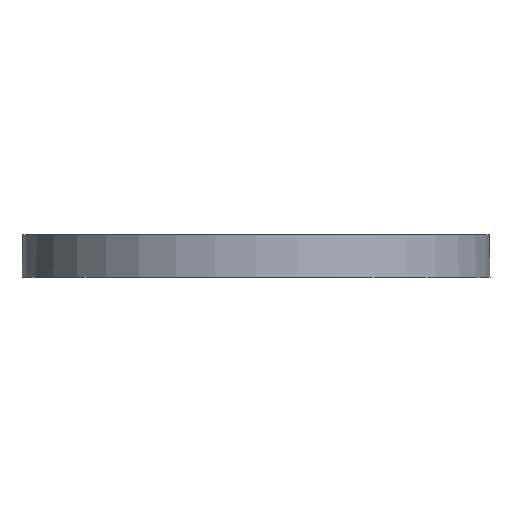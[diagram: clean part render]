
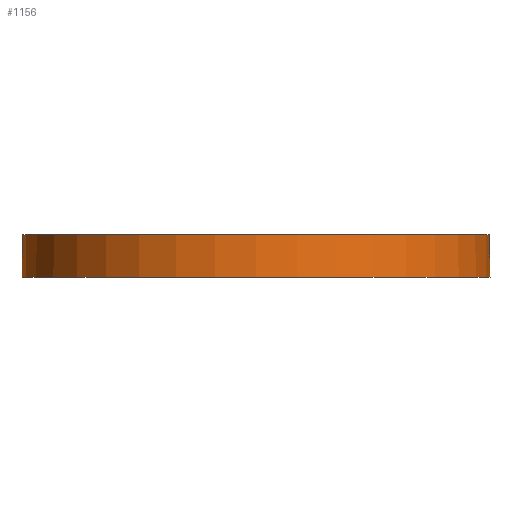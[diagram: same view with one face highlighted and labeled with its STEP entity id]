
A CAD part, front view. The second image highlights one B-rep face of the part: STEP entity #1156.
In plain terms, the highlighted conical face has half-angle 1 degrees and reference radius 34.925 mm.
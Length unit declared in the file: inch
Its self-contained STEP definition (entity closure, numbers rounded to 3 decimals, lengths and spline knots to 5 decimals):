
#488 = DIRECTION ( 'NONE',  ( 0., 0., 1. ) ) ;
#828 = DIRECTION ( 'NONE',  ( 1., 0., 0. ) ) ;
#920 = EDGE_LOOP ( 'NONE', ( #8959, #8924, #6854, #4008 ) ) ;
#1028 = VERTEX_POINT ( 'NONE', #13328 ) ;
#1156 = ADVANCED_FACE ( 'NONE', ( #5688 ), #14228, .T. ) ;
#1358 = AXIS2_PLACEMENT_3D ( 'NONE', #6554, #12201, #828 ) ;
#1847 = LINE ( 'NONE', #7505, #3264 ) ;
#2373 = VERTEX_POINT ( 'NONE', #8358 ) ;
#2952 = VERTEX_POINT ( 'NONE', #7233 ) ;
#3228 = EDGE_CURVE ( 'NONE', #2373, #1028, #11443, .T. ) ;
#3264 = VECTOR ( 'NONE', #3982, 39.37008 ) ;
#3493 = EDGE_CURVE ( 'NONE', #2952, #12338, #1847, .T. ) ;
#3531 = CARTESIAN_POINT ( 'NONE',  ( -1.375, 0., -0.125 ) ) ;
#3644 = DIRECTION ( 'NONE',  ( 1., 0., 0. ) ) ;
#3957 = CIRCLE ( 'NONE', #1358, 1.37064 ) ;
#3962 = DIRECTION ( 'NONE',  ( 1., 0., 0. ) ) ;
#3982 = DIRECTION ( 'NONE',  ( 0.017, 0., -1. ) ) ;
#4008 = ORIENTED_EDGE ( 'NONE', *, *, #3493, .F. ) ;
#5688 = FACE_OUTER_BOUND ( 'NONE', #920, .T. ) ;
#6554 = CARTESIAN_POINT ( 'NONE',  ( 0., 0., 0.125 ) ) ;
#6854 = ORIENTED_EDGE ( 'NONE', *, *, #12453, .T. ) ;
#6944 = CARTESIAN_POINT ( 'NONE',  ( 0., 0., -0.125 ) ) ;
#7233 = CARTESIAN_POINT ( 'NONE',  ( 1.37064, 0., 0.125 ) ) ;
#7505 = CARTESIAN_POINT ( 'NONE',  ( 1.375, 0., -0.125 ) ) ;
#8003 = DIRECTION ( 'NONE',  ( -0.017, 0., -1. ) ) ;
#8358 = CARTESIAN_POINT ( 'NONE',  ( -1.37064, 0., 0.125 ) ) ;
#8924 = ORIENTED_EDGE ( 'NONE', *, *, #3228, .T. ) ;
#8959 = ORIENTED_EDGE ( 'NONE', *, *, #10927, .F. ) ;
#9085 = CIRCLE ( 'NONE', #11186, 1.375 ) ;
#9524 = CARTESIAN_POINT ( 'NONE',  ( 0., 0., -0.125 ) ) ;
#10029 = VECTOR ( 'NONE', #8003, 39.37008 ) ;
#10167 = DIRECTION ( 'NONE',  ( 0., 0., -1. ) ) ;
#10927 = EDGE_CURVE ( 'NONE', #2373, #2952, #3957, .T. ) ;
#11186 = AXIS2_PLACEMENT_3D ( 'NONE', #9524, #488, #3962 ) ;
#11443 = LINE ( 'NONE', #3531, #10029 ) ;
#12201 = DIRECTION ( 'NONE',  ( 0., 0., 1. ) ) ;
#12338 = VERTEX_POINT ( 'NONE', #12516 ) ;
#12453 = EDGE_CURVE ( 'NONE', #1028, #12338, #9085, .T. ) ;
#12516 = CARTESIAN_POINT ( 'NONE',  ( 1.375, 0., -0.125 ) ) ;
#13328 = CARTESIAN_POINT ( 'NONE',  ( -1.375, 0., -0.125 ) ) ;
#14228 = CONICAL_SURFACE ( 'NONE', #14471, 1.375, 0.017 ) ;
#14471 = AXIS2_PLACEMENT_3D ( 'NONE', #6944, #10167, #3644 ) ;
